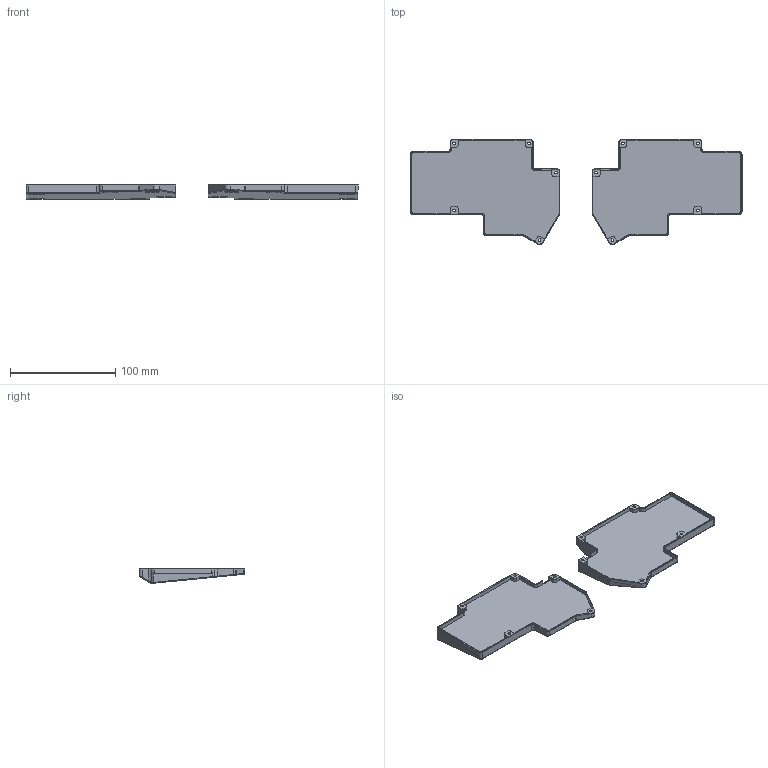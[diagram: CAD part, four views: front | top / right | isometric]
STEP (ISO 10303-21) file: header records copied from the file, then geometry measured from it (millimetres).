
FILE_DESCRIPTION(/* description */ (''),/* implementation_level */ '2;1');
FILE_NAME(/* name */ 'base-both.step',/* time_stamp */ '2024-06-16T12:21:19-04:00',/* author */ (''),/* organization */ (''),/* preprocessor_version */ 'ST-DEVELOPER v20',/* originating_system */ 'Autodesk Translation Framework v13.14.0.145',/* authorisation */ '');
FILE_SCHEMA (('AUTOMOTIVE_DESIGN { 1 0 10303 214 3 1 1 }'));
Length unit declared in the file: millimetre
Products named in the file (1): case
Bounding box: 315 x 99.73 x 14.08 mm (x, y, z)
Volume: 140758.7 mm3; surface area: 54888.3 mm2
Topology: 2 solids, 2 shells, 320 faces, 774 edges, 480 vertices
Faces by surface type: cylinder 142, plane 112, torus 36, bspline 26, sphere 4
Full cylindrical faces by diameter (mm): 2.5 x10, 4.5 x10, 12.7 x12
Entity records: 10529 total; most frequent: CARTESIAN_POINT 2903, DIRECTION 1640, ORIENTED_EDGE 1548, EDGE_CURVE 774, AXIS2_PLACEMENT_3D 623, VERTEX_POINT 480, LINE 394, VECTOR 394
